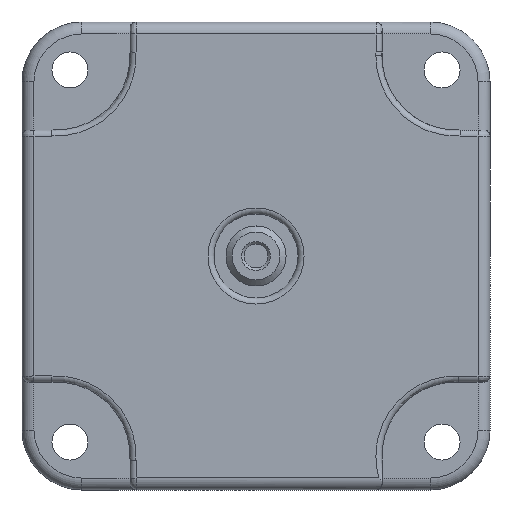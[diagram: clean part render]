
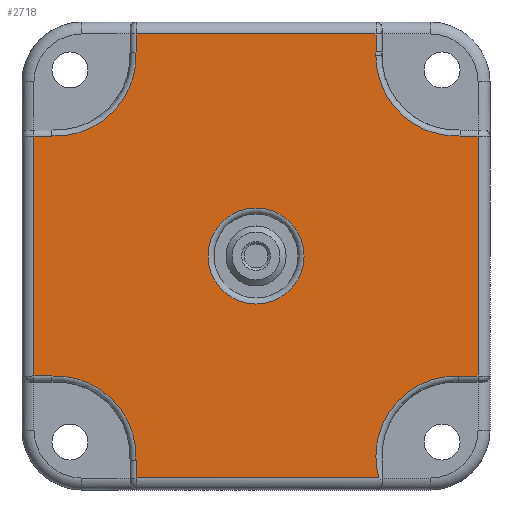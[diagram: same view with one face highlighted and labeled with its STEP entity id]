
A CAD part, left-side view. The second image highlights one B-rep face of the part: STEP entity #2718.
In plain terms, the highlighted planar face has unit normal (-1, 0, 0).
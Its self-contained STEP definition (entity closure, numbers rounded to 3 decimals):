
#21=FACE_BOUND('',#808,.T.);
#37=PLANE('',#2932);
#132=LINE('',#4143,#364);
#133=LINE('',#4145,#365);
#134=LINE('',#4147,#366);
#135=LINE('',#4151,#367);
#136=LINE('',#4152,#368);
#137=LINE('',#4154,#369);
#138=LINE('',#4156,#370);
#139=LINE('',#4158,#371);
#140=LINE('',#4161,#372);
#141=LINE('',#4163,#373);
#142=LINE('',#4165,#374);
#364=VECTOR('',#3308,1000.);
#365=VECTOR('',#3309,1000.);
#366=VECTOR('',#3310,1000.);
#367=VECTOR('',#3313,1000.);
#368=VECTOR('',#3314,1000.);
#369=VECTOR('',#3315,1000.);
#370=VECTOR('',#3316,1000.);
#371=VECTOR('',#3317,1000.);
#372=VECTOR('',#3320,1000.);
#373=VECTOR('',#3321,1000.);
#374=VECTOR('',#3322,1000.);
#655=FACE_OUTER_BOUND('',#807,.T.);
#807=EDGE_LOOP('',(#1857,#1858,#1859,#1860,#1861,#1862,#1863,#1864,#1865,
#1866,#1867,#1868,#1869,#1870,#1871,#1872,#1873));
#808=EDGE_LOOP('',(#1874));
#976=CIRCLE('',#2863,6.702);
#978=CIRCLE('',#2866,6.721);
#981=CIRCLE('',#2870,4.);
#1106=ELLIPSE('',#2862,6.7,6.7);
#1107=ELLIPSE('',#2933,6.7,6.7);
#1108=ELLIPSE('',#2934,6.7,6.7);
#1109=ELLIPSE('',#2935,6.7,6.7);
#1110=VERTEX_POINT('',#3934);
#1111=VERTEX_POINT('',#3935);
#1112=VERTEX_POINT('',#3937);
#1116=VERTEX_POINT('',#3986);
#1117=VERTEX_POINT('',#3987);
#1120=VERTEX_POINT('',#4013);
#1163=VERTEX_POINT('',#4141);
#1164=VERTEX_POINT('',#4142);
#1165=VERTEX_POINT('',#4144);
#1166=VERTEX_POINT('',#4146);
#1167=VERTEX_POINT('',#4148);
#1168=VERTEX_POINT('',#4150);
#1169=VERTEX_POINT('',#4153);
#1170=VERTEX_POINT('',#4155);
#1171=VERTEX_POINT('',#4157);
#1172=VERTEX_POINT('',#4160);
#1173=VERTEX_POINT('',#4162);
#1174=VERTEX_POINT('',#4164);
#1358=EDGE_CURVE('',#1110,#1111,#1106,.T.);
#1359=EDGE_CURVE('',#1111,#1112,#976,.T.);
#1364=EDGE_CURVE('',#1116,#1117,#978,.T.);
#1368=EDGE_CURVE('',#1120,#1120,#981,.T.);
#1432=EDGE_CURVE('',#1163,#1164,#132,.T.);
#1433=EDGE_CURVE('',#1165,#1163,#133,.T.);
#1434=EDGE_CURVE('',#1166,#1165,#134,.T.);
#1435=EDGE_CURVE('',#1167,#1166,#1107,.T.);
#1436=EDGE_CURVE('',#1168,#1167,#135,.T.);
#1437=EDGE_CURVE('',#1112,#1168,#136,.T.);
#1438=EDGE_CURVE('',#1169,#1110,#137,.T.);
#1439=EDGE_CURVE('',#1170,#1169,#138,.T.);
#1440=EDGE_CURVE('',#1171,#1170,#139,.T.);
#1441=EDGE_CURVE('',#1117,#1171,#1108,.T.);
#1442=EDGE_CURVE('',#1172,#1116,#140,.T.);
#1443=EDGE_CURVE('',#1173,#1172,#141,.T.);
#1444=EDGE_CURVE('',#1174,#1173,#142,.T.);
#1445=EDGE_CURVE('',#1164,#1174,#1109,.T.);
#1857=ORIENTED_EDGE('',*,*,#1432,.F.);
#1858=ORIENTED_EDGE('',*,*,#1433,.F.);
#1859=ORIENTED_EDGE('',*,*,#1434,.F.);
#1860=ORIENTED_EDGE('',*,*,#1435,.F.);
#1861=ORIENTED_EDGE('',*,*,#1436,.F.);
#1862=ORIENTED_EDGE('',*,*,#1437,.F.);
#1863=ORIENTED_EDGE('',*,*,#1359,.F.);
#1864=ORIENTED_EDGE('',*,*,#1358,.F.);
#1865=ORIENTED_EDGE('',*,*,#1438,.F.);
#1866=ORIENTED_EDGE('',*,*,#1439,.F.);
#1867=ORIENTED_EDGE('',*,*,#1440,.F.);
#1868=ORIENTED_EDGE('',*,*,#1441,.F.);
#1869=ORIENTED_EDGE('',*,*,#1364,.F.);
#1870=ORIENTED_EDGE('',*,*,#1442,.F.);
#1871=ORIENTED_EDGE('',*,*,#1443,.F.);
#1872=ORIENTED_EDGE('',*,*,#1444,.F.);
#1873=ORIENTED_EDGE('',*,*,#1445,.F.);
#1874=ORIENTED_EDGE('',*,*,#1368,.F.);
#2718=ADVANCED_FACE('',(#655,#21),#37,.F.);
#2862=AXIS2_PLACEMENT_3D('',#3936,#3144,#3145);
#2863=AXIS2_PLACEMENT_3D('',#3938,#3146,#3147);
#2866=AXIS2_PLACEMENT_3D('',#3988,#3152,#3153);
#2870=AXIS2_PLACEMENT_3D('',#4014,#3160,#3161);
#2932=AXIS2_PLACEMENT_3D('',#4140,#3306,#3307);
#2933=AXIS2_PLACEMENT_3D('',#4149,#3311,#3312);
#2934=AXIS2_PLACEMENT_3D('',#4159,#3318,#3319);
#2935=AXIS2_PLACEMENT_3D('',#4166,#3323,#3324);
#3144=DIRECTION('center_axis',(-1.,0.,0.));
#3145=DIRECTION('ref_axis',(0.,-0.482,-0.876));
#3146=DIRECTION('center_axis',(-1.,0.,0.));
#3147=DIRECTION('ref_axis',(0.,0.963,-0.269));
#3152=DIRECTION('center_axis',(-1.,0.,0.));
#3153=DIRECTION('ref_axis',(0.,1.,0.));
#3160=DIRECTION('center_axis',(-1.,0.,0.));
#3161=DIRECTION('ref_axis',(0.,-1.,0.));
#3306=DIRECTION('center_axis',(1.,0.,0.));
#3307=DIRECTION('ref_axis',(0.,1.,0.));
#3308=DIRECTION('',(0.,-1.,0.));
#3309=DIRECTION('',(0.,0.,1.));
#3310=DIRECTION('',(0.,1.,0.));
#3311=DIRECTION('center_axis',(-1.,0.,0.));
#3312=DIRECTION('ref_axis',(0.,-0.001,
1.));
#3313=DIRECTION('',(0.,0.,1.));
#3314=DIRECTION('',(0.,1.,0.));
#3315=DIRECTION('',(0.,1.,0.));
#3316=DIRECTION('',(0.,0.,-1.));
#3317=DIRECTION('',(0.,-1.,0.));
#3318=DIRECTION('center_axis',(-1.,0.,
0.));
#3319=DIRECTION('ref_axis',(0.,0.246,-0.969));
#3320=DIRECTION('',(0.,0.,-1.));
#3321=DIRECTION('',(0.,-1.,0.));
#3322=DIRECTION('',(0.,0.,1.));
#3323=DIRECTION('center_axis',(-1.,0.,0.));
#3324=DIRECTION('ref_axis',(0.,-1.,-0.001));
#3934=CARTESIAN_POINT('',(-16.5,-16.89,-10.));
#3935=CARTESIAN_POINT('',(-16.5,-9.993,-16.697));
#3936=CARTESIAN_POINT('Origin',(-16.5,-16.693,-16.697));
#3937=CARTESIAN_POINT('',(-16.5,-10.24,-18.5));
#3938=CARTESIAN_POINT('Origin',(-16.5,-16.694,-16.697));
#3986=CARTESIAN_POINT('',(-16.5,-10.,17.012));
#3987=CARTESIAN_POINT('',(-16.5,-9.992,16.692));
#3988=CARTESIAN_POINT('Origin',(-16.5,-16.713,16.692));
#4013=CARTESIAN_POINT('',(-16.5,0.,4.));
#4014=CARTESIAN_POINT('Origin',(-16.5,0.,0.));
#4140=CARTESIAN_POINT('Origin',(-16.5,-19.5,-19.5));
#4141=CARTESIAN_POINT('',(-16.5,18.5,10.));
#4142=CARTESIAN_POINT('',(-16.5,17.012,10.));
#4143=CARTESIAN_POINT('',(-16.5,-19.5,10.));
#4144=CARTESIAN_POINT('',(-16.5,18.5,-10.));
#4145=CARTESIAN_POINT('',(-16.5,18.5,-19.5));
#4146=CARTESIAN_POINT('',(-16.5,17.,-10.));
#4147=CARTESIAN_POINT('',(-16.5,-19.5,-10.));
#4148=CARTESIAN_POINT('',(-16.5,10.,-17.012));
#4149=CARTESIAN_POINT('Origin',(-16.5,16.692,-16.693));
#4150=CARTESIAN_POINT('',(-16.5,10.,-18.5));
#4151=CARTESIAN_POINT('',(-16.5,10.,-19.5));
#4152=CARTESIAN_POINT('',(-16.5,-19.5,-18.5));
#4153=CARTESIAN_POINT('',(-16.5,-18.5,-10.));
#4154=CARTESIAN_POINT('',(-16.5,-19.5,-10.));
#4155=CARTESIAN_POINT('',(-16.5,-18.5,10.));
#4156=CARTESIAN_POINT('',(-16.5,-18.5,-19.5));
#4157=CARTESIAN_POINT('',(-16.5,-17.,10.));
#4158=CARTESIAN_POINT('',(-16.5,-19.5,10.));
#4159=CARTESIAN_POINT('Origin',(-16.5,-16.692,16.693));
#4160=CARTESIAN_POINT('',(-16.5,-10.,18.5));
#4161=CARTESIAN_POINT('',(-16.5,-10.,-19.5));
#4162=CARTESIAN_POINT('',(-16.5,10.,18.5));
#4163=CARTESIAN_POINT('',(-16.5,-19.5,18.5));
#4164=CARTESIAN_POINT('',(-16.5,10.,17.));
#4165=CARTESIAN_POINT('',(-16.5,10.,-19.5));
#4166=CARTESIAN_POINT('Origin',(-16.5,16.693,16.692));
